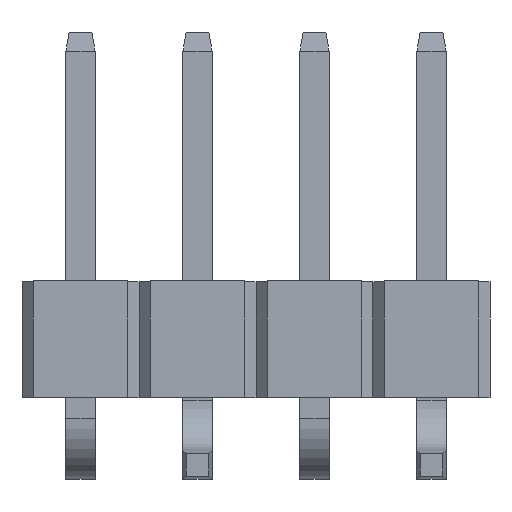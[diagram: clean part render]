
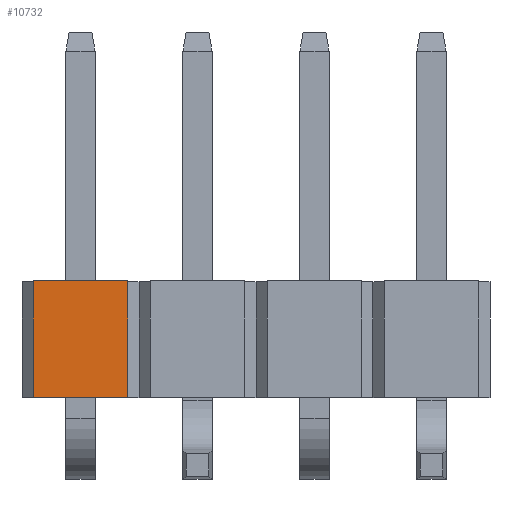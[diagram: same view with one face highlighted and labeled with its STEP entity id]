
A CAD part, front view. The second image highlights one B-rep face of the part: STEP entity #10732.
In plain terms, the highlighted planar face has unit normal (0, -1, 0).
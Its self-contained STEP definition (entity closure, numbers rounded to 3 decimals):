
#836=ORIENTED_EDGE('',*,*,#3035,.F.);
#837=ORIENTED_EDGE('',*,*,#3004,.T.);
#838=ORIENTED_EDGE('',*,*,#3063,.T.);
#839=ORIENTED_EDGE('',*,*,#3064,.T.);
#840=ORIENTED_EDGE('',*,*,#3047,.F.);
#841=ORIENTED_EDGE('',*,*,#3065,.F.);
#3004=EDGE_CURVE('',#4125,#4124,#4860,.T.);
#3035=EDGE_CURVE('',#4125,#4149,#4891,.T.);
#3047=EDGE_CURVE('',#4158,#4160,#4903,.T.);
#3063=EDGE_CURVE('',#4124,#4171,#4919,.T.);
#3064=EDGE_CURVE('',#4171,#4160,#4920,.T.);
#3065=EDGE_CURVE('',#4149,#4158,#4921,.T.);
#4124=VERTEX_POINT('',#13077);
#4125=VERTEX_POINT('',#13079);
#4149=VERTEX_POINT('',#13135);
#4158=VERTEX_POINT('',#13162);
#4160=VERTEX_POINT('',#13165);
#4171=VERTEX_POINT('',#13196);
#4860=LINE('',#13078,#5400);
#4891=LINE('',#13139,#5431);
#4903=LINE('',#13164,#5443);
#4919=LINE('',#13195,#5459);
#4920=LINE('',#13197,#5460);
#4921=LINE('',#13198,#5461);
#5400=VECTOR('',#11690,1000.);
#5431=VECTOR('',#11731,1000.);
#5443=VECTOR('',#11749,1000.);
#5459=VECTOR('',#11773,1000.);
#5460=VECTOR('',#11774,1000.);
#5461=VECTOR('',#11775,1000.);
#5931=EDGE_LOOP('',(#836,#837,#838,#839,#840,#841));
#6453=FACE_BOUND('',#5931,.T.);
#6969=PLANE('',#11259);
#10732=ADVANCED_FACE('',(#6453),#6969,.F.);
#11259=AXIS2_PLACEMENT_3D('',#13194,#11771,#11772);
#11690=DIRECTION('',(1.,0.,0.));
#11731=DIRECTION('',(0.,0.,1.));
#11749=DIRECTION('',(1.,0.,0.));
#11771=DIRECTION('',(0.,1.,0.));
#11772=DIRECTION('',(-1.,0.,0.));
#11773=DIRECTION('',(0.,0.,1.));
#11774=DIRECTION('',(0.,0.,1.));
#11775=DIRECTION('',(0.,0.,1.));
#13077=CARTESIAN_POINT('',(-6.599,1.232,1.778));
#13078=CARTESIAN_POINT('',(-8.89,1.232,1.778));
#13079=CARTESIAN_POINT('',(-8.641,1.232,1.778));
#13135=CARTESIAN_POINT('',(-8.641,1.232,4.293));
#13139=CARTESIAN_POINT('',(-8.641,1.232,1.715));
#13162=CARTESIAN_POINT('',(-8.641,1.232,4.318));
#13164=CARTESIAN_POINT('',(-8.89,1.232,4.318));
#13165=CARTESIAN_POINT('',(-6.599,1.232,4.318));
#13194=CARTESIAN_POINT('',(-8.89,1.232,4.318));
#13195=CARTESIAN_POINT('',(-6.599,1.232,1.715));
#13196=CARTESIAN_POINT('',(-6.599,1.232,4.293));
#13197=CARTESIAN_POINT('',(-6.599,1.232,4.293));
#13198=CARTESIAN_POINT('',(-8.641,1.232,4.293));
